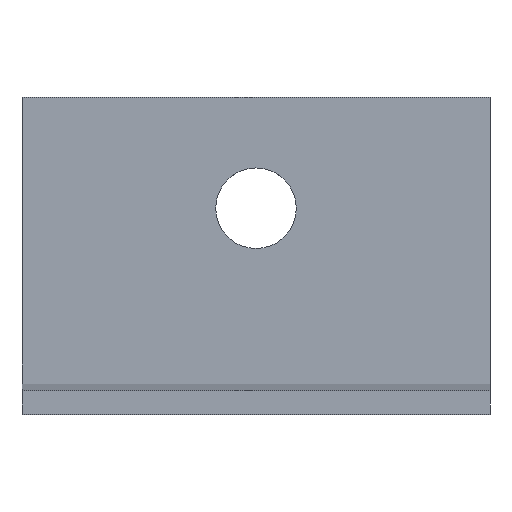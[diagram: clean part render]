
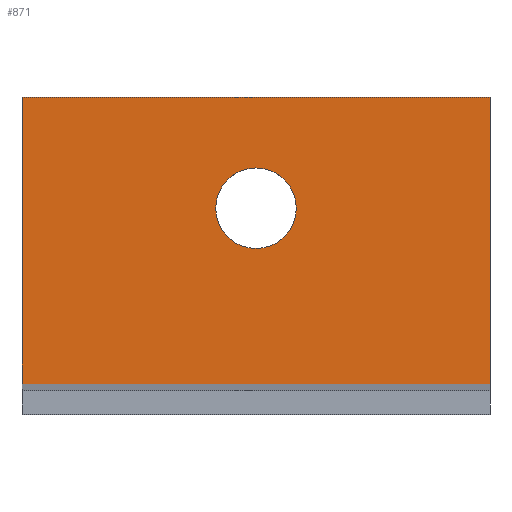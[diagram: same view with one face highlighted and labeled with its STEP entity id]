
A CAD part, top view. The second image highlights one B-rep face of the part: STEP entity #871.
In plain terms, the highlighted planar face has unit normal (0, 0, 1).
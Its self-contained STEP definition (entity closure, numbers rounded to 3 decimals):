
#40=LINE('',#1263,#125);
#41=LINE('',#1266,#126);
#42=LINE('',#1268,#127);
#43=LINE('',#1270,#128);
#125=VECTOR('',#1018,1000.);
#126=VECTOR('',#1019,1000.);
#127=VECTOR('',#1020,1000.);
#128=VECTOR('',#1021,1000.);
#210=ORIENTED_EDGE('',*,*,#448,.T.);
#211=ORIENTED_EDGE('',*,*,#449,.T.);
#212=ORIENTED_EDGE('',*,*,#450,.T.);
#213=ORIENTED_EDGE('',*,*,#451,.F.);
#214=ORIENTED_EDGE('',*,*,#452,.T.);
#448=EDGE_CURVE('',#567,#567,#653,.T.);
#449=EDGE_CURVE('',#568,#569,#40,.T.);
#450=EDGE_CURVE('',#569,#570,#41,.T.);
#451=EDGE_CURVE('',#571,#570,#42,.T.);
#452=EDGE_CURVE('',#571,#568,#43,.T.);
#567=VERTEX_POINT('',#1262);
#568=VERTEX_POINT('',#1264);
#569=VERTEX_POINT('',#1265);
#570=VERTEX_POINT('',#1267);
#571=VERTEX_POINT('',#1269);
#653=CIRCLE('',#933,4.);
#685=EDGE_LOOP('',(#210));
#686=EDGE_LOOP('',(#211,#212,#213,#214));
#764=FACE_BOUND('',#685,.T.);
#765=FACE_BOUND('',#686,.T.);
#843=PLANE('',#932);
#871=ADVANCED_FACE('',(#764,#765),#843,.T.);
#932=AXIS2_PLACEMENT_3D('',#1260,#1014,#1015);
#933=AXIS2_PLACEMENT_3D('',#1261,#1016,#1017);
#1014=DIRECTION('',(0.,0.,1.));
#1015=DIRECTION('',(1.,0.,0.));
#1016=DIRECTION('',(0.,0.,-1.));
#1017=DIRECTION('',(1.,0.,0.));
#1018=DIRECTION('',(0.,-1.,0.));
#1019=DIRECTION('',(1.,0.,0.));
#1020=DIRECTION('',(0.,-1.,0.));
#1021=DIRECTION('',(-1.,0.,0.));
#1260=CARTESIAN_POINT('',(23.25,22.,35.));
#1261=CARTESIAN_POINT('',(0.,11.,35.));
#1262=CARTESIAN_POINT('',(4.,11.,35.));
#1263=CARTESIAN_POINT('',(-23.25,22.,35.));
#1264=CARTESIAN_POINT('',(-23.25,22.,35.));
#1265=CARTESIAN_POINT('',(-23.25,-6.473,35.));
#1266=CARTESIAN_POINT('',(-69.75,-6.473,35.));
#1267=CARTESIAN_POINT('',(23.25,-6.473,35.));
#1268=CARTESIAN_POINT('',(23.25,22.,35.));
#1269=CARTESIAN_POINT('',(23.25,22.,35.));
#1270=CARTESIAN_POINT('',(23.25,22.,35.));
